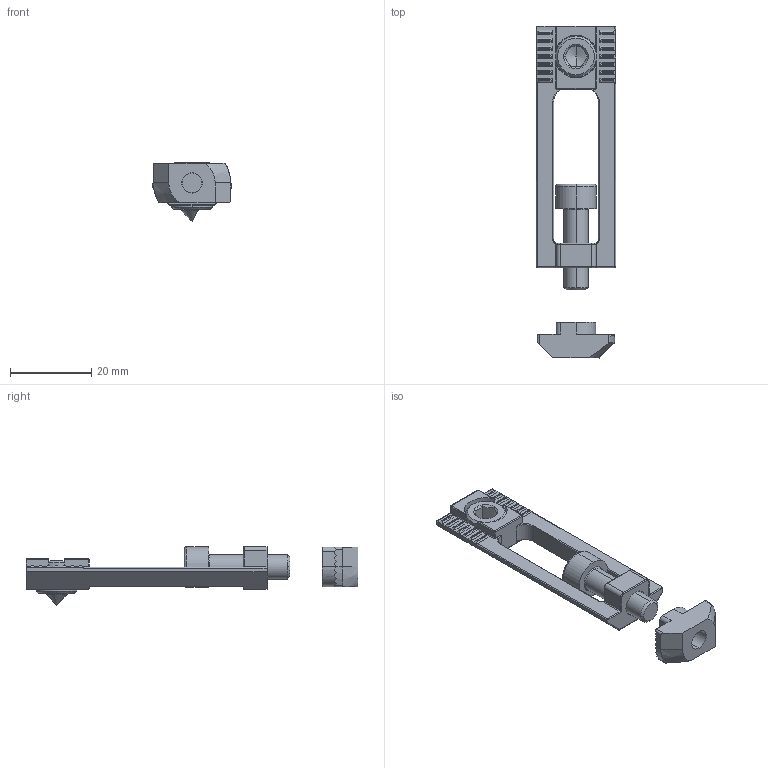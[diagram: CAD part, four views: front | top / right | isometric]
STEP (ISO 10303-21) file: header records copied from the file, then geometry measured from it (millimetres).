
FILE_DESCRIPTION (( 'STEP AP203' ), '1' );
FILE_NAME ('412311502_c_1.STEP', '2023-01-30T01:17:24', ( '' ), ( '' ), 'SwSTEP 2.0', 'SolidWorks 2014', '' );
FILE_SCHEMA (( 'CONFIG_CONTROL_DESIGN' ));
Length unit declared in the file: millimetre
Products named in the file (1): 412311502_c_1
Bounding box: 19.5 x 81.68 x 14.5 mm (x, y, z)
Volume: 5270.6 mm3; surface area: 4916.2 mm2
Topology: 4 solids, 4 shells, 316 faces, 841 edges, 523 vertices
Faces by surface type: plane 151, cylinder 117, bspline 33, cone 15
Entity records: 10517 total; most frequent: CARTESIAN_POINT 3046, ORIENTED_EDGE 1658, DIRECTION 1425, EDGE_CURVE 829, VERTEX_POINT 523, VECTOR 493, LINE 493, AXIS2_PLACEMENT_3D 466
